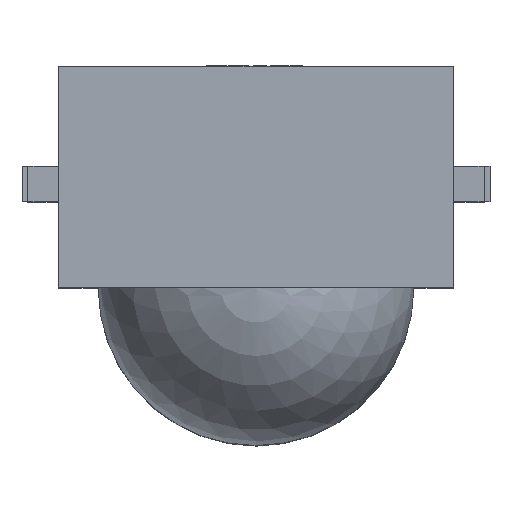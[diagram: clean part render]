
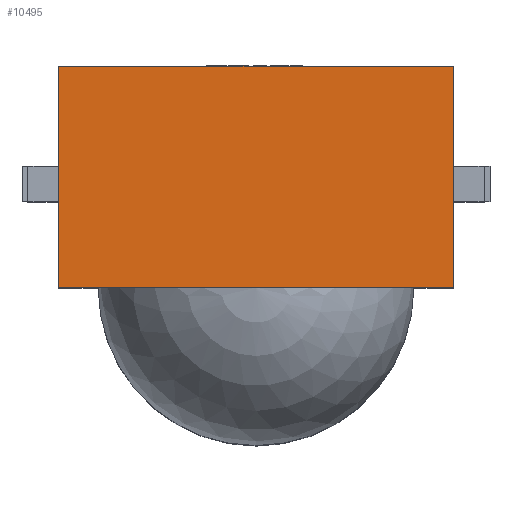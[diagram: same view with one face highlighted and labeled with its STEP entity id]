
A CAD part, top view. The second image highlights one B-rep face of the part: STEP entity #10495.
In plain terms, the highlighted planar face has unit normal (0, 0, 1).
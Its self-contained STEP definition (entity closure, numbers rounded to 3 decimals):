
#916 = LINE ( 'NONE', #6036, #6242 ) ;
#936 = VERTEX_POINT ( 'NONE', #5100 ) ;
#1189 = EDGE_CURVE ( 'NONE', #5295, #936, #4504, .T. ) ;
#1323 = LINE ( 'NONE', #6529, #4463 ) ;
#1371 = LINE ( 'NONE', #11585, #4394 ) ;
#1570 = ORIENTED_EDGE ( 'NONE', *, *, #2439, .F. ) ;
#1653 = CARTESIAN_POINT ( 'NONE',  ( -2.5, -1.1, 3.475 ) ) ;
#2439 = EDGE_CURVE ( 'NONE', #7275, #8518, #1323, .T. ) ;
#3525 = ORIENTED_EDGE ( 'NONE', *, *, #9500, .T. ) ;
#4394 = VECTOR ( 'NONE', #9167, 1000. ) ;
#4463 = VECTOR ( 'NONE', #10524, 1000. ) ;
#4504 = LINE ( 'NONE', #1653, #7291 ) ;
#4513 = ORIENTED_EDGE ( 'NONE', *, *, #1189, .T. ) ;
#5100 = CARTESIAN_POINT ( 'NONE',  ( 2.5, -1.1, 3.475 ) ) ;
#5295 = VERTEX_POINT ( 'NONE', #16173 ) ;
#6036 = CARTESIAN_POINT ( 'NONE',  ( -2.5, -1.1, 3.475 ) ) ;
#6242 = VECTOR ( 'NONE', #16272, 1000. ) ;
#6529 = CARTESIAN_POINT ( 'NONE',  ( -2.5, 1.7, 3.475 ) ) ;
#7275 = VERTEX_POINT ( 'NONE', #9487 ) ;
#7291 = VECTOR ( 'NONE', #11890, 1000. ) ;
#8518 = VERTEX_POINT ( 'NONE', #10274 ) ;
#8885 = EDGE_CURVE ( 'NONE', #5295, #7275, #916, .T. ) ;
#9167 = DIRECTION ( 'NONE',  ( 0., 1., 0. ) ) ;
#9487 = CARTESIAN_POINT ( 'NONE',  ( -2.5, 1.7, 3.475 ) ) ;
#9493 = ORIENTED_EDGE ( 'NONE', *, *, #8885, .F. ) ;
#9500 = EDGE_CURVE ( 'NONE', #936, #8518, #1371, .T. ) ;
#10274 = CARTESIAN_POINT ( 'NONE',  ( 2.5, 1.7, 3.475 ) ) ;
#10495 = ADVANCED_FACE ( 'NONE', ( #15706 ), #11529, .T. ) ;
#10524 = DIRECTION ( 'NONE',  ( 1., 0., 0. ) ) ;
#11529 = PLANE ( 'NONE',  #13171 ) ;
#11585 = CARTESIAN_POINT ( 'NONE',  ( 2.5, -1.1, 3.475 ) ) ;
#11890 = DIRECTION ( 'NONE',  ( 1., 0., 0. ) ) ;
#13171 = AXIS2_PLACEMENT_3D ( 'NONE', #16279, #15576, #14209 ) ;
#13648 = EDGE_LOOP ( 'NONE', ( #3525, #1570, #9493, #4513 ) ) ;
#14209 = DIRECTION ( 'NONE',  ( 1., 0., 0. ) ) ;
#15576 = DIRECTION ( 'NONE',  ( 0., 0., 1. ) ) ;
#15706 = FACE_OUTER_BOUND ( 'NONE', #13648, .T. ) ;
#16173 = CARTESIAN_POINT ( 'NONE',  ( -2.5, -1.1, 3.475 ) ) ;
#16272 = DIRECTION ( 'NONE',  ( 0., 1., 0. ) ) ;
#16279 = CARTESIAN_POINT ( 'NONE',  ( -2.5, -1.1, 3.475 ) ) ;
